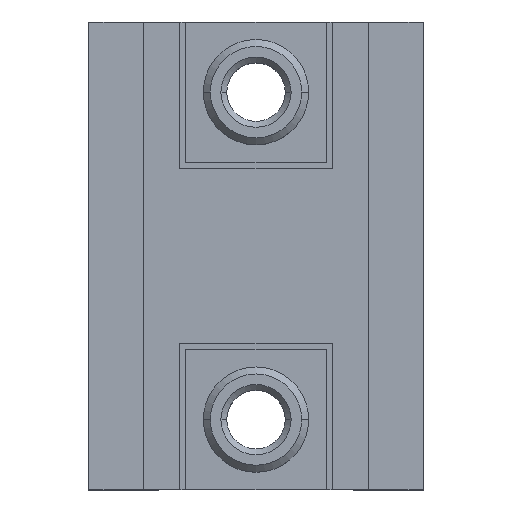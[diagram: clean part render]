
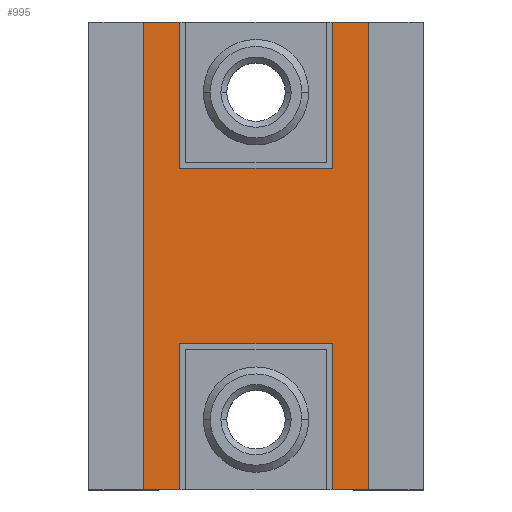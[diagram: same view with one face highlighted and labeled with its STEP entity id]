
A CAD part, top view. The second image highlights one B-rep face of the part: STEP entity #995.
In plain terms, the highlighted planar face has unit normal (0, 0, 1).
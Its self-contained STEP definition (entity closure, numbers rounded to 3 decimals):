
#505=VERTEX_POINT('',#1460);
#573=EDGE_CURVE('',#1427,#1349,#1532,.T.);
#595=VERTEX_POINT('',#1556);
#613=VERTEX_POINT('',#1575);
#683=EDGE_CURVE('',#613,#889,#1652,.T.);
#701=EDGE_CURVE('',#1427,#1181,#1675,.T.);
#725=EDGE_CURVE('',#785,#595,#1700,.T.);
#785=VERTEX_POINT('',#1767);
#805=EDGE_CURVE('',#1181,#505,#1788,.T.);
#887=EDGE_CURVE('',#1013,#1375,#1878,.T.);
#889=VERTEX_POINT('',#1880);
#995=ADVANCED_FACE('',(#1996),#1997,.T.);
#1013=VERTEX_POINT('',#2016);
#1015=EDGE_CURVE('',#1287,#1419,#2018,.T.);
#1067=EDGE_CURVE('',#1375,#1419,#2074,.T.);
#1181=VERTEX_POINT('',#2196);
#1199=EDGE_CURVE('',#1013,#613,#2215,.T.);
#1249=EDGE_CURVE('',#889,#1349,#2275,.T.);
#1287=VERTEX_POINT('',#2314);
#1349=VERTEX_POINT('',#2383);
#1367=EDGE_CURVE('',#595,#1287,#2403,.T.);
#1371=EDGE_CURVE('',#505,#785,#2407,.T.);
#1375=VERTEX_POINT('',#2411);
#1419=VERTEX_POINT('',#2464);
#1427=VERTEX_POINT('',#2474);
#1460=CARTESIAN_POINT('',(3.25,10.0,5.73));
#1532=LINE('',#2602,#2603);
#1556=CARTESIAN_POINT('',(-3.25,3.75,5.73));
#1575=CARTESIAN_POINT('',(-3.25,-3.75,5.73));
#1652=LINE('',#2779,#2780);
#1675=LINE('',#2808,#2809);
#1700=LINE('',#2843,#2844);
#1767=CARTESIAN_POINT('',(3.25,3.75,5.73));
#1788=LINE('',#2966,#2967);
#1878=LINE('',#3092,#3093);
#1880=CARTESIAN_POINT('',(3.25,-3.75,5.73));
#1996=FACE_OUTER_BOUND('',#3259,.T.);
#1997=PLANE('',#3260);
#2016=CARTESIAN_POINT('',(-3.25,-10.0,5.73));
#2018=LINE('',#3289,#3290);
#2074=LINE('',#3374,#3375);
#2196=CARTESIAN_POINT('',(4.8,10.0,5.73));
#2215=LINE('',#3581,#3582);
#2275=LINE('',#3657,#3658);
#2314=CARTESIAN_POINT('',(-3.25,10.0,5.73));
#2383=CARTESIAN_POINT('',(3.25,-10.0,5.73));
#2403=LINE('',#3849,#3850);
#2407=LINE('',#3855,#3856);
#2411=CARTESIAN_POINT('',(-4.8,-10.0,5.73));
#2464=CARTESIAN_POINT('',(-4.8,10.0,5.73));
#2474=CARTESIAN_POINT('',(4.8,-10.0,5.73));
#2602=CARTESIAN_POINT('',(4.8,-10.0,5.73));
#2603=VECTOR('',#4006,1.0);
#2779=CARTESIAN_POINT('',(2.4,-3.75,5.73));
#2780=VECTOR('',#4149,1.0);
#2808=CARTESIAN_POINT('',(4.8,-10.0,5.73));
#2809=VECTOR('',#4184,1.0);
#2843=CARTESIAN_POINT('',(2.4,3.75,5.73));
#2844=VECTOR('',#4197,1.0);
#2966=CARTESIAN_POINT('',(4.8,10.0,5.73));
#2967=VECTOR('',#4295,1.0);
#3092=CARTESIAN_POINT('',(4.8,-10.0,5.73));
#3093=VECTOR('',#4389,1.0);
#3259=EDGE_LOOP('',(#4521,#4522,#4523,#4524,#4525,#4526,#4527,#4528,#4529,#4530,#4531,#4532));
#3260=AXIS2_PLACEMENT_3D('',#4533,#4534,#4535);
#3289=CARTESIAN_POINT('',(4.8,10.0,5.73));
#3290=VECTOR('',#4550,1.0);
#3374=CARTESIAN_POINT('',(-4.8,-10.0,5.73));
#3375=VECTOR('',#4595,1.0);
#3581=CARTESIAN_POINT('',(-3.25,-11.875,5.73));
#3582=VECTOR('',#4723,1.0);
#3657=CARTESIAN_POINT('',(3.25,-11.875,5.73));
#3658=VECTOR('',#4820,1.0);
#3849=CARTESIAN_POINT('',(-3.25,1.875,5.73));
#3850=VECTOR('',#4960,1.0);
#3855=CARTESIAN_POINT('',(3.25,1.875,5.73));
#3856=VECTOR('',#4961,1.0);
#4006=DIRECTION('',(-1.0,0.0,0.0));
#4149=DIRECTION('',(1.0,0.0,-0.0));
#4184=DIRECTION('',(0.0,1.0,0.0));
#4197=DIRECTION('',(-1.0,0.0,0.0));
#4295=DIRECTION('',(-1.0,0.0,0.0));
#4389=DIRECTION('',(-1.0,0.0,0.0));
#4521=ORIENTED_EDGE('',*,*,#1249,.T.);
#4522=ORIENTED_EDGE('',*,*,#573,.F.);
#4523=ORIENTED_EDGE('',*,*,#701,.T.);
#4524=ORIENTED_EDGE('',*,*,#805,.T.);
#4525=ORIENTED_EDGE('',*,*,#1371,.T.);
#4526=ORIENTED_EDGE('',*,*,#725,.T.);
#4527=ORIENTED_EDGE('',*,*,#1367,.T.);
#4528=ORIENTED_EDGE('',*,*,#1015,.T.);
#4529=ORIENTED_EDGE('',*,*,#1067,.F.);
#4530=ORIENTED_EDGE('',*,*,#887,.F.);
#4531=ORIENTED_EDGE('',*,*,#1199,.T.);
#4532=ORIENTED_EDGE('',*,*,#683,.T.);
#4533=CARTESIAN_POINT('',(4.8,-10.0,5.73));
#4534=DIRECTION('',(0.0,0.0,1.0));
#4535=DIRECTION('',(1.0,0.0,-0.0));
#4550=DIRECTION('',(-1.0,0.0,0.0));
#4595=DIRECTION('',(0.0,1.0,0.0));
#4723=DIRECTION('',(0.0,1.0,0.0));
#4820=DIRECTION('',(0.0,-1.0,0.0));
#4960=DIRECTION('',(0.0,1.0,0.0));
#4961=DIRECTION('',(0.0,-1.0,0.0));
